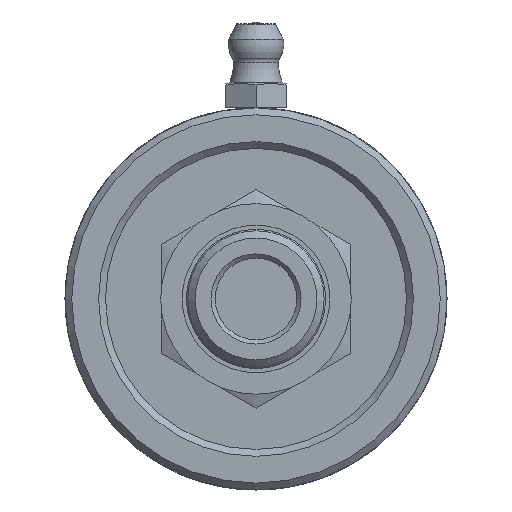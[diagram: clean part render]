
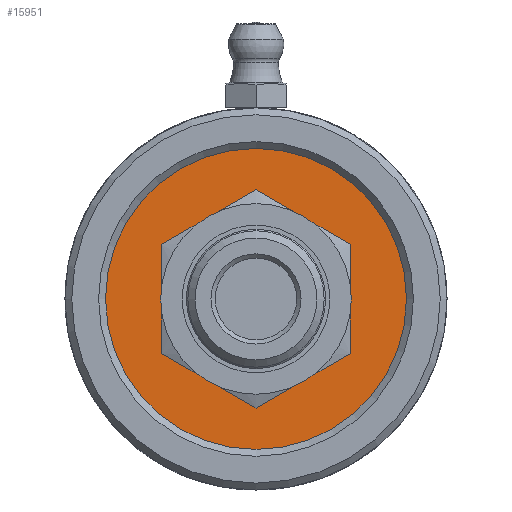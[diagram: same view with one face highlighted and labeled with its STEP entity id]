
A CAD part, left-side view. The second image highlights one B-rep face of the part: STEP entity #15951.
In plain terms, the highlighted planar face has unit normal (-1, 0, 0).
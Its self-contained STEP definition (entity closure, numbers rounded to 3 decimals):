
#174=FACE_BOUND('',#3371,.T.);
#528=PLANE('',#16972);
#1318=CIRCLE('',#16688,17.525);
#1328=CIRCLE('',#16723,9.6);
#2396=FACE_OUTER_BOUND('',#3370,.T.);
#3370=EDGE_LOOP('',(#14897));
#3371=EDGE_LOOP('',(#14898));
#7453=VERTEX_POINT('',#36821);
#7483=VERTEX_POINT('',#37251);
#9506=EDGE_CURVE('',#7453,#7453,#1318,.T.);
#9552=EDGE_CURVE('',#7483,#7483,#1328,.T.);
#14897=ORIENTED_EDGE('',*,*,#9506,.F.);
#14898=ORIENTED_EDGE('',*,*,#9552,.F.);
#15951=ADVANCED_FACE('',(#2396,#174),#528,.T.);
#16688=AXIS2_PLACEMENT_3D('',#36823,#19082,#19083);
#16723=AXIS2_PLACEMENT_3D('',#37252,#19180,#19181);
#16972=AXIS2_PLACEMENT_3D('',#75269,#20004,#20005);
#19082=DIRECTION('center_axis',(1.,0.,0.));
#19083=DIRECTION('ref_axis',(0.,0.,1.));
#19180=DIRECTION('center_axis',(-1.,0.,0.));
#19181=DIRECTION('ref_axis',(0.,0.,1.));
#20004=DIRECTION('center_axis',(-1.,0.,0.));
#20005=DIRECTION('ref_axis',(0.,0.,1.));
#36821=CARTESIAN_POINT('',(28.7,0.,-17.525));
#36823=CARTESIAN_POINT('Origin',(28.7,0.,0.));
#37251=CARTESIAN_POINT('',(28.7,0.,-9.6));
#37252=CARTESIAN_POINT('Origin',(28.7,0.,0.));
#75269=CARTESIAN_POINT('Origin',(28.7,18.59,0.));
